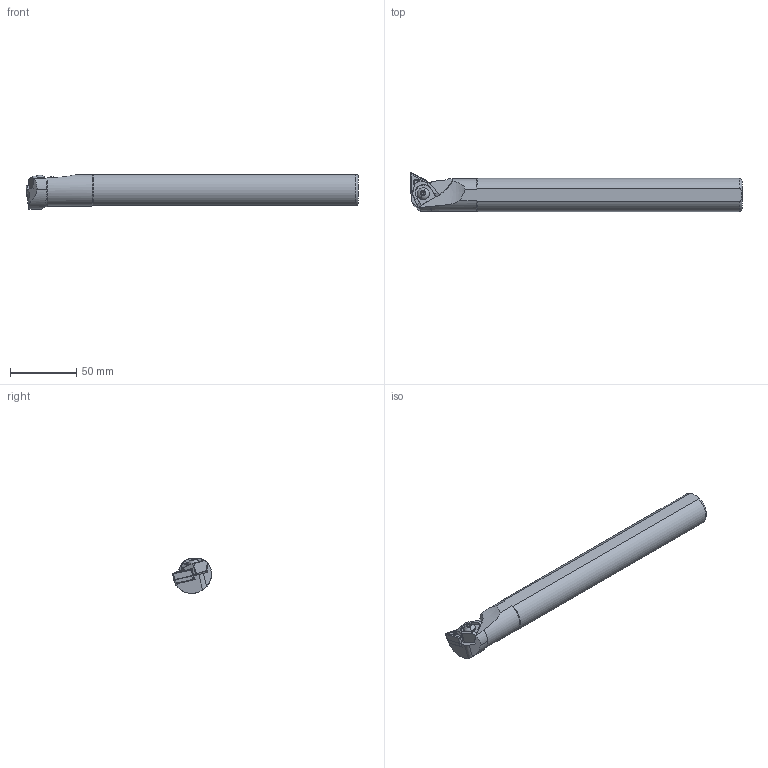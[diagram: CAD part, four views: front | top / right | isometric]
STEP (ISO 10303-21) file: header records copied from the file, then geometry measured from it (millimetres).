
FILE_DESCRIPTION (( 'STEP AP214' ), '1' );
FILE_NAME ('S25S-MTFNL-16-LIGHT.STP', '2023-10-23T06:49:44', ( '' ), ( '' ), 'SwSTEP 2.0', 'SolidWorks 2018', '' );
FILE_SCHEMA (( 'AUTOMOTIVE_DESIGN' ));
Length unit declared in the file: millimetre
Products named in the file (1): S25S-MTFNL-16-LIGHT
Bounding box: 250 x 29.5 x 26.12 mm (x, y, z)
Volume: 115193.3 mm3; surface area: 22002.6 mm2
Topology: 2 solids, 2 shells, 240 faces, 608 edges, 371 vertices
Faces by surface type: plane 107, cylinder 65, cone 30, torus 22, bspline 14, sphere 2
Entity records: 10360 total; most frequent: CARTESIAN_POINT 4171, ORIENTED_EDGE 1200, DIRECTION 1091, EDGE_CURVE 600, AXIS2_PLACEMENT_3D 391, VERTEX_POINT 371, LINE 309, VECTOR 309
